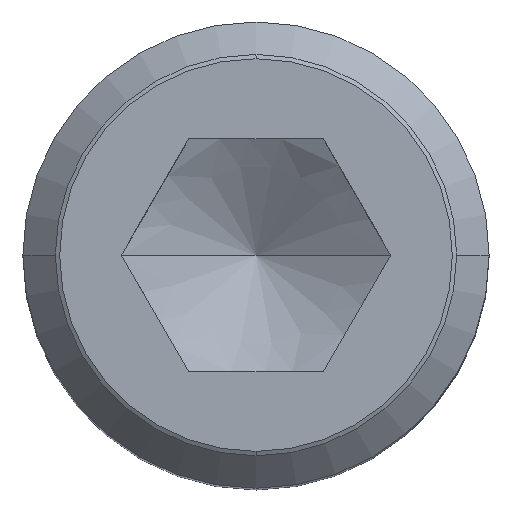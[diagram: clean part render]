
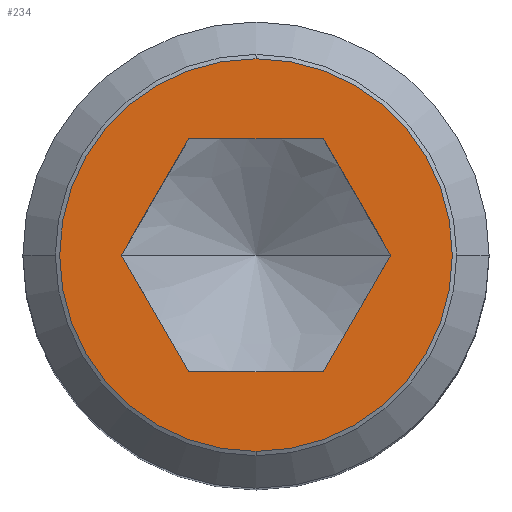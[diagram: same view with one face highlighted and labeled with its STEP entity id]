
A CAD part, top view. The second image highlights one B-rep face of the part: STEP entity #234.
In plain terms, the highlighted planar face has unit normal (0, 0, 1).
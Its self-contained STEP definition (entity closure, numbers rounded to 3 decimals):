
#134=VERTEX_POINT('',#351);
#136=EDGE_CURVE('',#134,#196,#353,.T.);
#170=EDGE_CURVE('',#232,#238,#391,.T.);
#174=EDGE_CURVE('',#296,#214,#395,.T.);
#196=VERTEX_POINT('',#419);
#202=EDGE_CURVE('',#214,#254,#425,.T.);
#214=VERTEX_POINT('',#438);
#232=VERTEX_POINT('',#459);
#234=ADVANCED_FACE('',(#461,#462),#463,.T.);
#238=VERTEX_POINT('',#468);
#254=VERTEX_POINT('',#485);
#266=EDGE_CURVE('',#254,#134,#499,.T.);
#280=EDGE_CURVE('',#306,#296,#514,.T.);
#296=VERTEX_POINT('',#531);
#300=EDGE_CURVE('',#196,#306,#535,.T.);
#306=VERTEX_POINT('',#541);
#326=EDGE_CURVE('',#238,#232,#566,.T.);
#351=CARTESIAN_POINT('',(3.464,0.0,0.));
#353=LINE('',#587,#588);
#391=CIRCLE('',#636,5.053);
#395=LINE('',#640,#641);
#419=CARTESIAN_POINT('',(1.732,-3.0,0.));
#425=LINE('',#680,#681);
#438=CARTESIAN_POINT('',(-1.732,3.0,0.));
#459=CARTESIAN_POINT('',(0.,-5.053,0.));
#461=FACE_BOUND('',#755,.T.);
#462=FACE_OUTER_BOUND('',#756,.T.);
#463=PLANE('',#757);
#468=CARTESIAN_POINT('',(0.,5.053,0.));
#485=CARTESIAN_POINT('',(1.732,3.0,0.));
#499=LINE('',#812,#813);
#514=LINE('',#851,#852);
#531=CARTESIAN_POINT('',(-3.464,0.0,0.));
#535=LINE('',#878,#879);
#541=CARTESIAN_POINT('',(-1.732,-3.0,0.));
#566=CIRCLE('',#920,5.053);
#587=CARTESIAN_POINT('',(2.165,-2.25,0.));
#588=VECTOR('',#927,1.0);
#636=AXIS2_PLACEMENT_3D('',#982,#983,#984);
#640=CARTESIAN_POINT('',(-2.165,2.25,0.));
#641=VECTOR('',#986,1.0);
#680=CARTESIAN_POINT('',(0.866,3.0,0.));
#681=VECTOR('',#1012,1.0);
#755=EDGE_LOOP('',(#1053,#1054,#1055,#1056,#1057,#1058));
#756=EDGE_LOOP('',(#1059,#1060));
#757=AXIS2_PLACEMENT_3D('',#1061,#1062,#1063);
#812=CARTESIAN_POINT('',(3.031,0.75,0.));
#813=VECTOR('',#1101,1.0);
#851=CARTESIAN_POINT('',(-3.031,-0.75,0.));
#852=VECTOR('',#1112,1.0);
#878=CARTESIAN_POINT('',(-0.866,-3.0,0.));
#879=VECTOR('',#1128,1.0);
#920=AXIS2_PLACEMENT_3D('',#1175,#1176,#1177);
#927=DIRECTION('',(-0.5,-0.866,0.));
#982=CARTESIAN_POINT('',(0.,0.,0.));
#983=DIRECTION('',(0.0,0.0,1.0));
#984=DIRECTION('',(0.,1.0,0.0));
#986=DIRECTION('',(0.5,0.866,0.));
#1012=DIRECTION('',(1.0,0.0,0.0));
#1053=ORIENTED_EDGE('',*,*,#280,.T.);
#1054=ORIENTED_EDGE('',*,*,#174,.T.);
#1055=ORIENTED_EDGE('',*,*,#202,.T.);
#1056=ORIENTED_EDGE('',*,*,#266,.T.);
#1057=ORIENTED_EDGE('',*,*,#136,.T.);
#1058=ORIENTED_EDGE('',*,*,#300,.T.);
#1059=ORIENTED_EDGE('',*,*,#326,.T.);
#1060=ORIENTED_EDGE('',*,*,#170,.T.);
#1061=CARTESIAN_POINT('',(-4.283,0.,0.));
#1062=DIRECTION('',(0.0,0.0,1.0));
#1063=DIRECTION('',(-1.0,0.,0.0));
#1101=DIRECTION('',(0.5,-0.866,0.));
#1112=DIRECTION('',(-0.5,0.866,0.));
#1128=DIRECTION('',(-1.0,0.0,0.0));
#1175=CARTESIAN_POINT('',(0.,0.,0.));
#1176=DIRECTION('',(0.0,0.0,1.0));
#1177=DIRECTION('',(0.,1.0,0.0));
